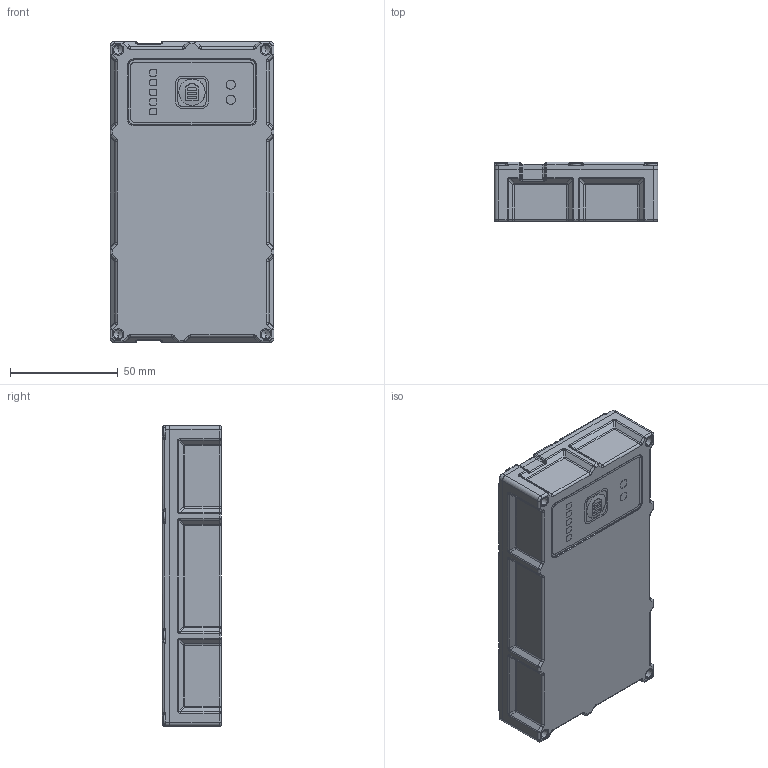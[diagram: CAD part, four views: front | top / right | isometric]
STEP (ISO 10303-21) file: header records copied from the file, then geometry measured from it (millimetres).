
FILE_DESCRIPTION (( 'STEP AP214' ), '1' );
FILE_NAME ('庈觴.18.02.01.00 擱 7S light.STEP', '2024-02-28T23:35:20', ( '' ), ( '' ), 'SwSTEP 2.0', 'SolidWorks 2021', '' );
FILE_SCHEMA (( 'AUTOMOTIVE_DESIGN' ));
Length unit declared in the file: millimetre
Products named in the file (6): 庈觴.18.02.01.00 擱 7S light; Øóðóï  type f st2.2x13 DIN 7971; ÊÐÂÒ.18.02.01.02 Êîðïóñ_1 àï¤; 市乱.18.02.01.01 署赅; 庈觴.17.01.00 18650; ÊÐÂÒ.18.02.01.03 Êëàâèàòóðà_1 àï¤
Assembly tree (19 placements, depth 2):
  庈觴.18.02.01.00 擱 7S light
    Øóðóï  type f st2.2x13 DIN 7971  x10
    市乱.18.02.01.01 署赅
    ÊÐÂÒ.18.02.01.02 Êîðïóñ_1 àï¤
    ÊÐÂÒ.18.02.01.03 Êëàâèàòóðà_1 àï¤
    庈觴.17.01.00 18650  x6
Bounding box: 76 x 27.65 x 139.5 mm (x, y, z)
Volume: 190833.6 mm3; surface area: 94515.8 mm2
Topology: 19 solids, 19 shells, 1814 faces, 4305 edges, 2479 vertices
Faces by surface type: cylinder 716, torus 453, plane 380, bspline 121, sphere 74, cone 70
Entity records: 48425 total; most frequent: CARTESIAN_POINT 11395, DIRECTION 8126, ORIENTED_EDGE 7250, EDGE_CURVE 3625, AXIS2_PLACEMENT_3D 3344, VERTEX_POINT 2127, CIRCLE 1899, EDGE_LOOP 1602
